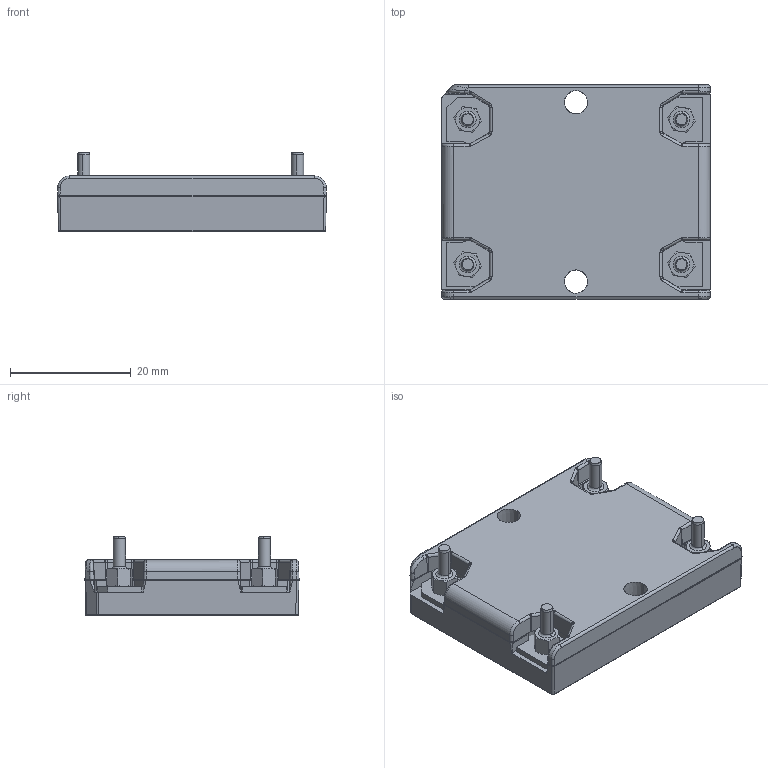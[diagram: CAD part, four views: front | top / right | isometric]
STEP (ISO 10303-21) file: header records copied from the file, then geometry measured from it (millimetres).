
FILE_DESCRIPTION (( 'STEP AP214' ), '1' );
FILE_NAME ('VIA_1714_longpin_AIM.STEP', '2021-01-13T15:23:59', ( '' ), ( '' ), 'SwSTEP 2.0', 'SolidWorks 2017', '' );
FILE_SCHEMA (( 'AUTOMOTIVE_DESIGN' ));
Length unit declared in the file: millimetre
Products named in the file (1): VIA_1714_longpin_AIM
Bounding box: 44.6 x 35.5 x 13.12 mm (x, y, z)
Volume: 13230.3 mm3; surface area: 10976 mm2
Topology: 12 solids, 12 shells, 1196 faces, 3083 edges, 1917 vertices
Faces by surface type: cylinder 414, plane 337, cone 335, bspline 102, torus 8
Entity records: 60249 total; most frequent: CARTESIAN_POINT 20861, ORIENTED_EDGE 6150, DIRECTION 4615, EDGE_CURVE 3075, VERTEX_POINT 1917, AXIS2_PLACEMENT_3D 1699, EDGE_LOOP 1236, VECTOR 1217
